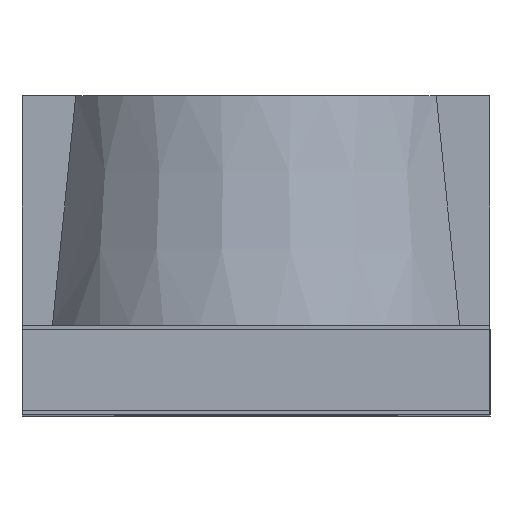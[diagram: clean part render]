
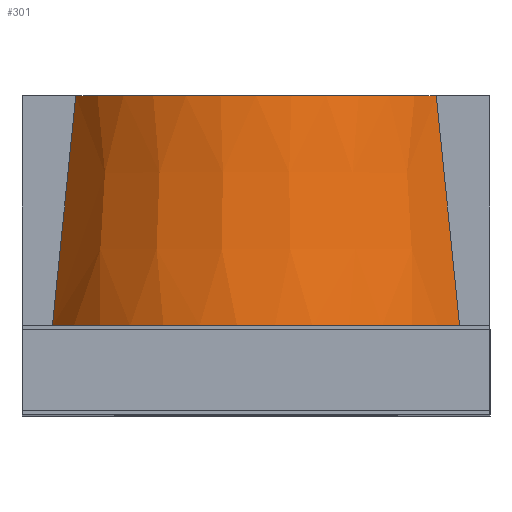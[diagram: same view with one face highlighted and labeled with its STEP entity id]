
A CAD part, top view. The second image highlights one B-rep face of the part: STEP entity #301.
In plain terms, the highlighted conical face has half-angle 5 degrees and reference radius 0.8 mm.
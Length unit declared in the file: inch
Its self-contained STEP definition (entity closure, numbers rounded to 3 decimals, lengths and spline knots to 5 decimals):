
#15 = B_SPLINE_CURVE_WITH_KNOTS ( 'NONE', 3,
 ( #2408, #1602, #1811, #2563, #1593, #596, #990, #592, #789, #2196 ),
 .UNSPECIFIED., .F., .F.,
 ( 4, 3, 3, 4 ),
 ( 0.00085, 0.00121, 0.00144, 0.00164 ),
 .UNSPECIFIED. ) ;
#194 = CARTESIAN_POINT ( 'NONE',  ( -0.02742, 0.012, 0.0155 ) ) ;
#227 = CIRCLE ( 'NONE', #1538, 0.02879 ) ;
#277 = FACE_OUTER_BOUND ( 'NONE', #503, .T. ) ;
#301 = ADVANCED_FACE ( 'NONE', ( #277 ), #2004, .T. ) ;
#307 = CARTESIAN_POINT ( 'NONE',  ( -0.02505, 0.03536, 0.0155 ) ) ;
#344 = CARTESIAN_POINT ( 'NONE',  ( 0., 0.012, 0. ) ) ;
#355 = DIRECTION ( 'NONE',  ( 0., -1., 0. ) ) ;
#456 = EDGE_CURVE ( 'NONE', #1067, #2530, #15, .T. ) ;
#503 = EDGE_LOOP ( 'NONE', ( #2528, #1070, #510, #2082 ) ) ;
#510 = ORIENTED_EDGE ( 'NONE', *, *, #1837, .T. ) ;
#592 = CARTESIAN_POINT ( 'NONE',  ( 0.02688, 0.01737, 0.0155 ) ) ;
#596 = CARTESIAN_POINT ( 'NONE',  ( 0.0263, 0.02307, 0.0155 ) ) ;
#789 = CARTESIAN_POINT ( 'NONE',  ( 0.02715, 0.01469, 0.0155 ) ) ;
#896 = CARTESIAN_POINT ( 'NONE',  ( -0.02661, 0.02006, 0.0155 ) ) ;
#975 = CARTESIAN_POINT ( 'NONE',  ( 0.02742, 0.012, 0.0155 ) ) ;
#990 = CARTESIAN_POINT ( 'NONE',  ( 0.02661, 0.02006, 0.0155 ) ) ;
#1025 = B_SPLINE_CURVE_WITH_KNOTS ( 'NONE', 3,
 ( #2101, #2109, #1476, #896, #2083, #307, #1094 ),
 .UNSPECIFIED., .F., .F.,
 ( 4, 3, 4 ),
 ( 0.00123, 0.00144, 0.00202 ),
 .UNSPECIFIED. ) ;
#1067 = VERTEX_POINT ( 'NONE', #1738 ) ;
#1070 = ORIENTED_EDGE ( 'NONE', *, *, #456, .F. ) ;
#1094 = CARTESIAN_POINT ( 'NONE',  ( -0.02426, 0.043, 0.0155 ) ) ;
#1191 = DIRECTION ( 'NONE',  ( 0., -1., 0. ) ) ;
#1372 = EDGE_CURVE ( 'NONE', #2530, #1379, #2325, .T. ) ;
#1379 = VERTEX_POINT ( 'NONE', #194 ) ;
#1434 = CARTESIAN_POINT ( 'NONE',  ( 0., 0.043, 0. ) ) ;
#1476 = CARTESIAN_POINT ( 'NONE',  ( -0.02688, 0.01737, 0.0155 ) ) ;
#1538 = AXIS2_PLACEMENT_3D ( 'NONE', #1434, #1191, #1840 ) ;
#1593 = CARTESIAN_POINT ( 'NONE',  ( 0.026, 0.02608, 0.0155 ) ) ;
#1602 = CARTESIAN_POINT ( 'NONE',  ( 0.02474, 0.03836, 0.0155 ) ) ;
#1630 = AXIS2_PLACEMENT_3D ( 'NONE', #2012, #2585, #2213 ) ;
#1738 = CARTESIAN_POINT ( 'NONE',  ( 0.02426, 0.043, 0.0155 ) ) ;
#1757 = DIRECTION ( 'NONE',  ( 0., 0., -1. ) ) ;
#1788 = CARTESIAN_POINT ( 'NONE',  ( -0.02426, 0.043, 0.0155 ) ) ;
#1811 = CARTESIAN_POINT ( 'NONE',  ( 0.02522, 0.03372, 0.0155 ) ) ;
#1837 = EDGE_CURVE ( 'NONE', #1067, #2575, #227, .T. ) ;
#1840 = DIRECTION ( 'NONE',  ( 0., 0., -1. ) ) ;
#1913 = AXIS2_PLACEMENT_3D ( 'NONE', #344, #355, #1757 ) ;
#2004 = CONICAL_SURFACE ( 'NONE', #1913, 0.0315, 0.087 ) ;
#2012 = CARTESIAN_POINT ( 'NONE',  ( 0., 0.012, 0. ) ) ;
#2082 = ORIENTED_EDGE ( 'NONE', *, *, #2217, .F. ) ;
#2083 = CARTESIAN_POINT ( 'NONE',  ( -0.02584, 0.02771, 0.0155 ) ) ;
#2101 = CARTESIAN_POINT ( 'NONE',  ( -0.02742, 0.012, 0.0155 ) ) ;
#2109 = CARTESIAN_POINT ( 'NONE',  ( -0.02715, 0.01469, 0.0155 ) ) ;
#2196 = CARTESIAN_POINT ( 'NONE',  ( 0.02742, 0.012, 0.0155 ) ) ;
#2213 = DIRECTION ( 'NONE',  ( 0., 0., -1. ) ) ;
#2217 = EDGE_CURVE ( 'NONE', #1379, #2575, #1025, .T. ) ;
#2325 = CIRCLE ( 'NONE', #1630, 0.0315 ) ;
#2408 = CARTESIAN_POINT ( 'NONE',  ( 0.02426, 0.043, 0.0155 ) ) ;
#2528 = ORIENTED_EDGE ( 'NONE', *, *, #1372, .F. ) ;
#2530 = VERTEX_POINT ( 'NONE', #975 ) ;
#2563 = CARTESIAN_POINT ( 'NONE',  ( 0.02569, 0.02908, 0.0155 ) ) ;
#2575 = VERTEX_POINT ( 'NONE', #1788 ) ;
#2585 = DIRECTION ( 'NONE',  ( 0., -1., 0. ) ) ;
